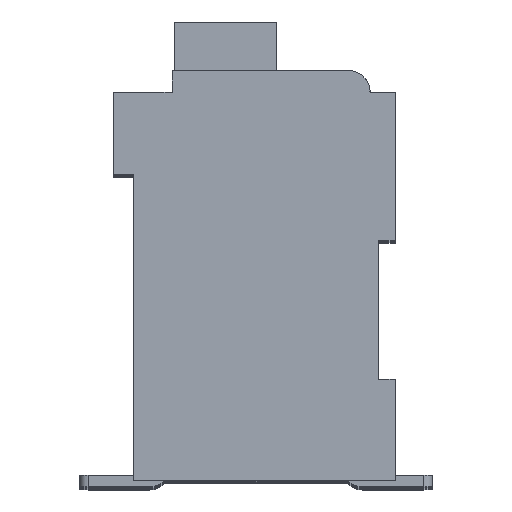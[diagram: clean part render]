
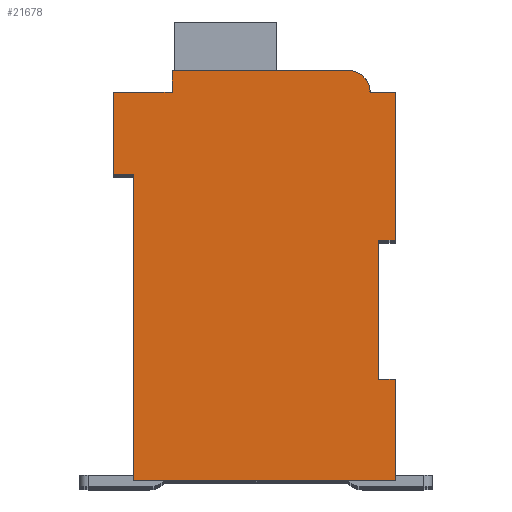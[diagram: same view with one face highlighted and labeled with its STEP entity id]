
A CAD part, top view. The second image highlights one B-rep face of the part: STEP entity #21678.
In plain terms, the highlighted planar face has unit normal (0, 0, 1).
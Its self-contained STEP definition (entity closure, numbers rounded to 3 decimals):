
#2162=DIRECTION('',(1.,0.,0.));
#2163=VECTOR('',#2162,0.5);
#2164=CARTESIAN_POINT('',(7.3,7.15,2.1));
#2165=LINE('',#2164,#2163);
#2166=DIRECTION('',(0.,1.,0.));
#2167=VECTOR('',#2166,4.15);
#2168=CARTESIAN_POINT('',(7.3,3.,2.1));
#2169=LINE('',#2168,#2167);
#2170=DIRECTION('',(-1.,0.,0.));
#2171=VECTOR('',#2170,0.5);
#2172=CARTESIAN_POINT('',(7.8,3.,2.1));
#2173=LINE('',#2172,#2171);
#2174=DIRECTION('',(0.,1.,0.));
#2175=VECTOR('',#2174,3.);
#2176=CARTESIAN_POINT('',(7.8,0.,2.1));
#2177=LINE('',#2176,#2175);
#2178=DIRECTION('',(1.,0.,0.));
#2179=VECTOR('',#2178,7.8);
#2180=CARTESIAN_POINT('',(0.,0.,2.1));
#2181=LINE('',#2180,#2179);
#2182=DIRECTION('',(0.,-1.,0.));
#2183=VECTOR('',#2182,9.1);
#2184=CARTESIAN_POINT('',(0.,9.1,2.1));
#2185=LINE('',#2184,#2183);
#2186=DIRECTION('',(1.,0.,0.));
#2187=VECTOR('',#2186,0.6);
#2188=CARTESIAN_POINT('',(-0.6,9.1,2.1));
#2189=LINE('',#2188,#2187);
#2190=DIRECTION('',(0.,-1.,0.));
#2191=VECTOR('',#2190,2.45);
#2192=CARTESIAN_POINT('',(-0.6,11.55,2.1));
#2193=LINE('',#2192,#2191);
#2194=DIRECTION('',(-1.,0.,0.));
#2195=VECTOR('',#2194,1.75);
#2196=CARTESIAN_POINT('',(1.15,11.55,2.1));
#2197=LINE('',#2196,#2195);
#2198=DIRECTION('',(0.,-1.,0.));
#2199=VECTOR('',#2198,0.65);
#2200=CARTESIAN_POINT('',(1.15,12.2,2.1));
#2201=LINE('',#2200,#2199);
#2202=DIRECTION('',(-1.,0.,0.));
#2203=VECTOR('',#2202,5.25);
#2204=CARTESIAN_POINT('',(6.4,12.2,2.1));
#2205=LINE('',#2204,#2203);
#2206=CARTESIAN_POINT('',(6.4,11.55,2.1));
#2207=DIRECTION('',(0.,0.,1.));
#2208=DIRECTION('',(1.,0.,0.));
#2209=AXIS2_PLACEMENT_3D('',#2206,#2207,#2208);
#2211=DIRECTION('',(-1.,0.,0.));
#2212=VECTOR('',#2211,0.75);
#2213=CARTESIAN_POINT('',(7.8,11.55,2.1));
#2214=LINE('',#2213,#2212);
#2215=DIRECTION('',(0.,1.,0.));
#2216=VECTOR('',#2215,4.4);
#2217=CARTESIAN_POINT('',(7.8,7.15,2.1));
#2218=LINE('',#2217,#2216);
#15059=CARTESIAN_POINT('',(7.3,7.15,2.1));
#15060=CARTESIAN_POINT('',(7.8,7.15,2.1));
#15061=VERTEX_POINT('',#15059);
#15062=VERTEX_POINT('',#15060);
#15063=CARTESIAN_POINT('',(7.8,11.55,2.1));
#15064=VERTEX_POINT('',#15063);
#15065=CARTESIAN_POINT('',(7.05,11.55,2.1));
#15066=VERTEX_POINT('',#15065);
#15067=CARTESIAN_POINT('',(6.4,12.2,2.1));
#15068=VERTEX_POINT('',#15067);
#15069=CARTESIAN_POINT('',(1.15,12.2,2.1));
#15070=VERTEX_POINT('',#15069);
#15071=CARTESIAN_POINT('',(1.15,11.55,2.1));
#15072=VERTEX_POINT('',#15071);
#15073=CARTESIAN_POINT('',(-0.6,11.55,2.1));
#15074=VERTEX_POINT('',#15073);
#15075=CARTESIAN_POINT('',(-0.6,9.1,2.1));
#15076=VERTEX_POINT('',#15075);
#15077=CARTESIAN_POINT('',(0.,9.1,2.1));
#15078=VERTEX_POINT('',#15077);
#15079=CARTESIAN_POINT('',(0.,0.,2.1));
#15080=VERTEX_POINT('',#15079);
#15081=CARTESIAN_POINT('',(7.8,0.,2.1));
#15082=VERTEX_POINT('',#15081);
#15083=CARTESIAN_POINT('',(7.8,3.,2.1));
#15084=VERTEX_POINT('',#15083);
#15085=CARTESIAN_POINT('',(7.3,3.,2.1));
#15086=VERTEX_POINT('',#15085);
#21648=CARTESIAN_POINT('',(0.,0.,2.1));
#21649=DIRECTION('',(0.,0.,1.));
#21650=DIRECTION('',(1.,0.,0.));
#21651=AXIS2_PLACEMENT_3D('',#21648,#21649,#21650);
#21652=PLANE('',#21651);
#21653=ORIENTED_EDGE('',*,*,#19740,.F.);
#21654=ORIENTED_EDGE('',*,*,#20491,.F.);
#21656=ORIENTED_EDGE('',*,*,#21655,.F.);
#21658=ORIENTED_EDGE('',*,*,#21657,.F.);
#21659=ORIENTED_EDGE('',*,*,#20909,.F.);
#21660=ORIENTED_EDGE('',*,*,#20770,.F.);
#21662=ORIENTED_EDGE('',*,*,#21661,.F.);
#21664=ORIENTED_EDGE('',*,*,#21663,.F.);
#21666=ORIENTED_EDGE('',*,*,#21665,.F.);
#21668=ORIENTED_EDGE('',*,*,#21667,.F.);
#21670=ORIENTED_EDGE('',*,*,#21669,.F.);
#21672=ORIENTED_EDGE('',*,*,#21671,.F.);
#21674=ORIENTED_EDGE('',*,*,#21673,.F.);
#21675=ORIENTED_EDGE('',*,*,#20147,.F.);
#21676=EDGE_LOOP('',(#21653,#21654,#21656,#21658,#21659,#21660,#21662,#21664,
#21666,#21668,#21670,#21672,#21674,#21675));
#21677=FACE_OUTER_BOUND('',#21676,.F.);
#2210=CIRCLE('',#2209,0.65);
#19740=EDGE_CURVE('',#15061,#15062,#2165,.T.);
#20147=EDGE_CURVE('',#15062,#15064,#2218,.T.);
#20491=EDGE_CURVE('',#15086,#15061,#2169,.T.);
#20770=EDGE_CURVE('',#15078,#15080,#2185,.T.);
#20909=EDGE_CURVE('',#15080,#15082,#2181,.T.);
#21655=EDGE_CURVE('',#15084,#15086,#2173,.T.);
#21657=EDGE_CURVE('',#15082,#15084,#2177,.T.);
#21661=EDGE_CURVE('',#15076,#15078,#2189,.T.);
#21663=EDGE_CURVE('',#15074,#15076,#2193,.T.);
#21665=EDGE_CURVE('',#15072,#15074,#2197,.T.);
#21667=EDGE_CURVE('',#15070,#15072,#2201,.T.);
#21669=EDGE_CURVE('',#15068,#15070,#2205,.T.);
#21671=EDGE_CURVE('',#15066,#15068,#2210,.T.);
#21673=EDGE_CURVE('',#15064,#15066,#2214,.T.);
#21678=ADVANCED_FACE('',(#21677),#21652,.T.);
